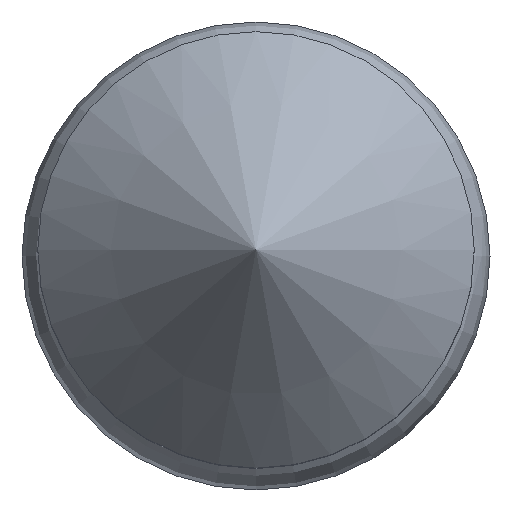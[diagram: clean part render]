
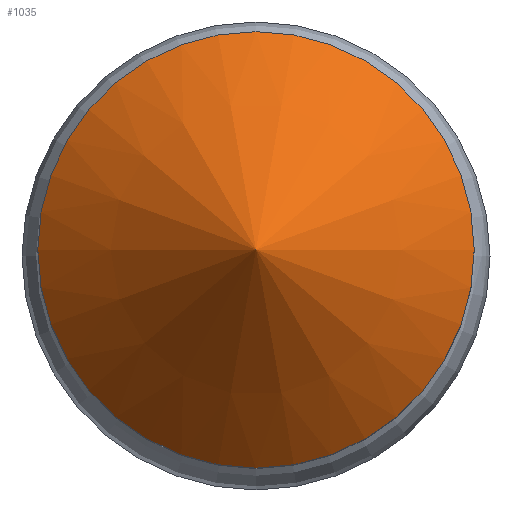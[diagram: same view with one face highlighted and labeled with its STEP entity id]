
A CAD part, top view. The second image highlights one B-rep face of the part: STEP entity #1035.
In plain terms, the highlighted conical face has half-angle 45 degrees and reference radius 2 mm.
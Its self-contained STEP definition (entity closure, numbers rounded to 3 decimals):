
#951 = EDGE_CURVE('',#952,#952,#954,.T.);
#952 = VERTEX_POINT('',#953);
#953 = CARTESIAN_POINT('',(0.9,0.,32.45));
#954 = SURFACE_CURVE('',#955,(#960,#972),.PCURVE_S1.);
#955 = CIRCLE('',#956,0.9);
#956 = AXIS2_PLACEMENT_3D('',#957,#958,#959);
#957 = CARTESIAN_POINT('',(0.,0.,32.45));
#958 = DIRECTION('',(-0.,0.,1.));
#959 = DIRECTION('',(0.,-1.,0.));
#960 = PCURVE('',#961,#966);
#961 = CYLINDRICAL_SURFACE('',#962,0.9);
#962 = AXIS2_PLACEMENT_3D('',#963,#964,#965);
#963 = CARTESIAN_POINT('',(0.,0.,31.35));
#964 = DIRECTION('',(0.,0.,1.));
#965 = DIRECTION('',(1.,0.,0.));
#966 = DEFINITIONAL_REPRESENTATION('',(#967),#971);
#967 = LINE('',#968,#969);
#968 = CARTESIAN_POINT('',(-1.571,1.1));
#969 = VECTOR('',#970,1.);
#970 = DIRECTION('',(1.,0.));
#971 = ( GEOMETRIC_REPRESENTATION_CONTEXT(2) 
PARAMETRIC_REPRESENTATION_CONTEXT() REPRESENTATION_CONTEXT('2D SPACE',''
  ) );
#972 = PCURVE('',#973,#978);
#973 = CONICAL_SURFACE('',#974,2.,0.785);
#974 = AXIS2_PLACEMENT_3D('',#975,#976,#977);
#975 = CARTESIAN_POINT('',(0.,0.,31.35));
#976 = DIRECTION('',(-0.,-0.,-1.));
#977 = DIRECTION('',(1.,0.,0.));
#978 = DEFINITIONAL_REPRESENTATION('',(#979),#983);
#979 = LINE('',#980,#981);
#980 = CARTESIAN_POINT('',(1.571,-1.1));
#981 = VECTOR('',#982,1.);
#982 = DIRECTION('',(-1.,-0.));
#983 = ( GEOMETRIC_REPRESENTATION_CONTEXT(2) 
PARAMETRIC_REPRESENTATION_CONTEXT() REPRESENTATION_CONTEXT('2D SPACE',''
  ) );
#1035 = ADVANCED_FACE('',(#1036),#973,.T.);
#1036 = FACE_BOUND('',#1037,.T.);
#1037 = EDGE_LOOP('',(#1038,#1061,#1062));
#1038 = ORIENTED_EDGE('',*,*,#1039,.T.);
#1039 = EDGE_CURVE('',#952,#1040,#1042,.T.);
#1040 = VERTEX_POINT('',#1041);
#1041 = CARTESIAN_POINT('',(0.,0.,33.35
    ));
#1042 = SEAM_CURVE('',#1043,(#1047,#1054),.PCURVE_S1.);
#1043 = LINE('',#1044,#1045);
#1044 = CARTESIAN_POINT('',(2.,0.,31.35));
#1045 = VECTOR('',#1046,1.);
#1046 = DIRECTION('',(-0.707,0.,0.707)
  );
#1047 = PCURVE('',#973,#1048);
#1048 = DEFINITIONAL_REPRESENTATION('',(#1049),#1053);
#1049 = LINE('',#1050,#1051);
#1050 = CARTESIAN_POINT('',(-6.283,0.));
#1051 = VECTOR('',#1052,1.);
#1052 = DIRECTION('',(-0.,-1.));
#1053 = ( GEOMETRIC_REPRESENTATION_CONTEXT(2) 
PARAMETRIC_REPRESENTATION_CONTEXT() REPRESENTATION_CONTEXT('2D SPACE',''
  ) );
#1054 = PCURVE('',#973,#1055);
#1055 = DEFINITIONAL_REPRESENTATION('',(#1056),#1060);
#1056 = LINE('',#1057,#1058);
#1057 = CARTESIAN_POINT('',(0.,-0.));
#1058 = VECTOR('',#1059,1.);
#1059 = DIRECTION('',(-0.,-1.));
#1060 = ( GEOMETRIC_REPRESENTATION_CONTEXT(2) 
PARAMETRIC_REPRESENTATION_CONTEXT() REPRESENTATION_CONTEXT('2D SPACE',''
  ) );
#1061 = ORIENTED_EDGE('',*,*,#1039,.F.);
#1062 = ORIENTED_EDGE('',*,*,#951,.T.);
